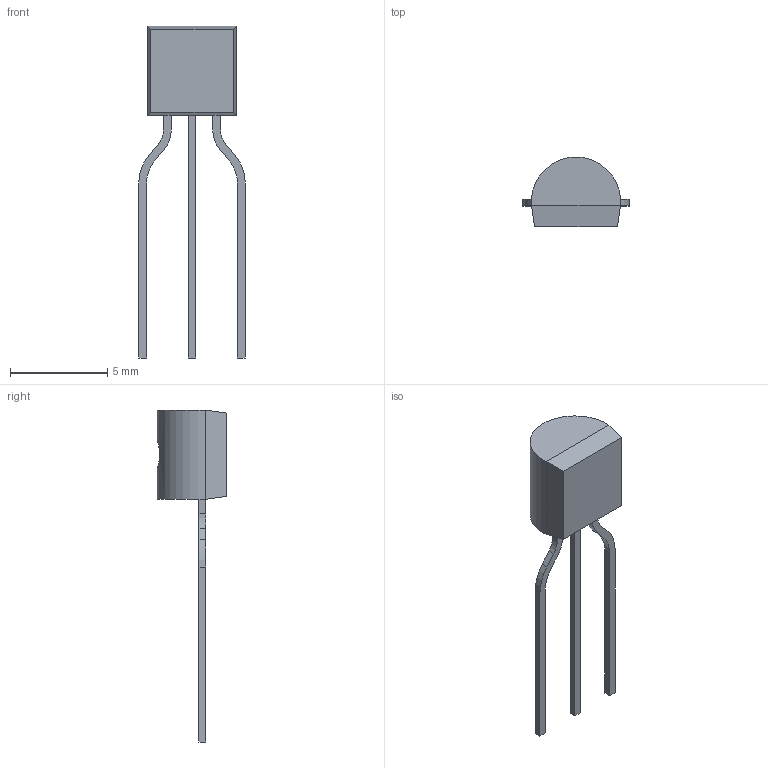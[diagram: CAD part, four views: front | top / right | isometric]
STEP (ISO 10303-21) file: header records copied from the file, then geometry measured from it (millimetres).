
FILE_DESCRIPTION(/* description */ (''),/* implementation_level */ '2;1');
FILE_NAME(/* name */ 'TO-92.stp',/* time_stamp */ '2018-03-07T14:59:24+01:00',/* author */ (''),/* organization */ (''),/* preprocessor_version */ 'ST-DEVELOPER v14',/* originating_system */ 'SIEMENS PLM Software NX 8.0',/* authorisation */ '');
FILE_SCHEMA (('CONFIG_CONTROL_DESIGN'));
Length unit declared in the file: millimetre
Products named in the file (1): Testzeichnung
Bounding box: 5.48 x 3.6 x 17.1 mm (x, y, z)
Volume: 69.1 mm3; surface area: 148.5 mm2
Topology: 1 solids, 1 shells, 42 faces, 107 edges, 68 vertices
Faces by surface type: plane 32, cylinder 10
Full cylindrical faces by diameter (mm): 1.5 x1
Entity records: 1384 total; most frequent: CARTESIAN_POINT 274, ORIENTED_EDGE 212, DIRECTION 210, EDGE_CURVE 106, LINE 86, VECTOR 86, VERTEX_POINT 68, AXIS2_PLACEMENT_3D 62
